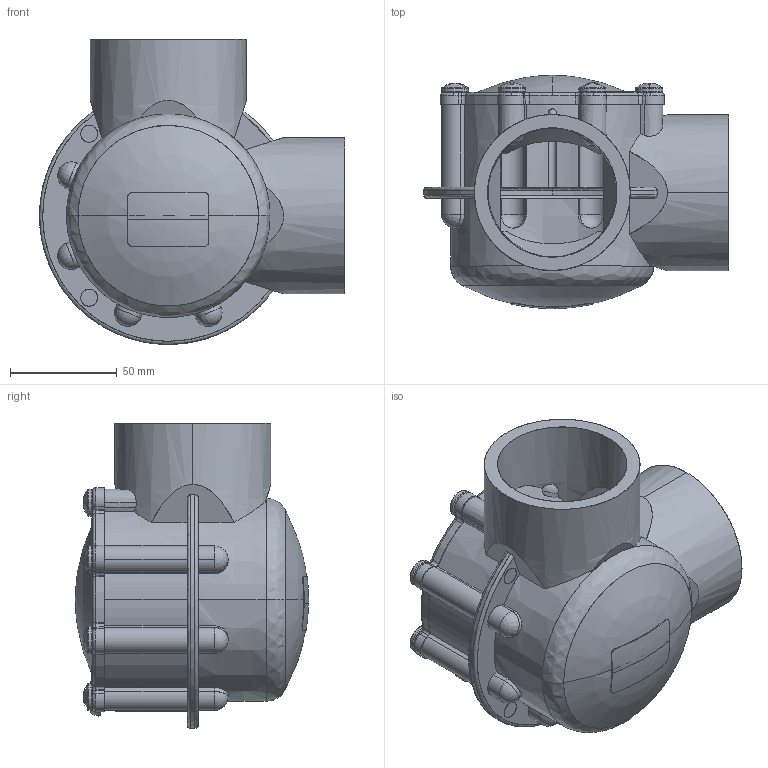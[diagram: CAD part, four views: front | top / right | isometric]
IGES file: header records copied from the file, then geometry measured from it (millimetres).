
Start section: SolidWorks IGES file using analytic representation for surfaces
Global section: file name: 7512.IGS; native system: SolidWorks 2016; preprocessor: SolidWorks 2016; author: Karl.Kendrick; date: 170613.073851; units: inch
Bounding box: 142.87 x 109.22 x 142.88 mm (x, y, z)
Surface area: 84906.8 mm2 (no closed solid volume)
Topology: 0 solids, 0 shells, 555 faces, 10123 edges, 10064 vertices
Faces by surface type: bspline 333, revolution 222
